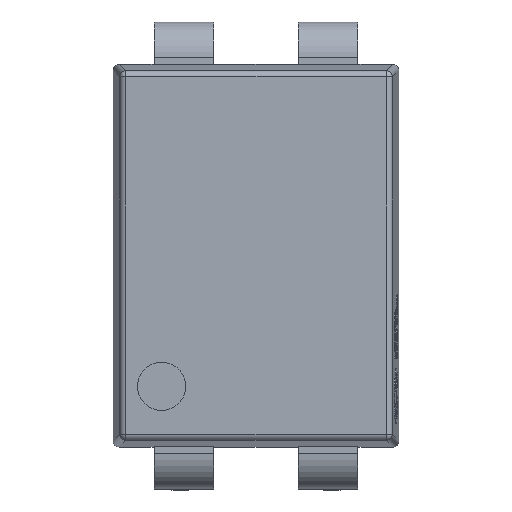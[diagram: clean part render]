
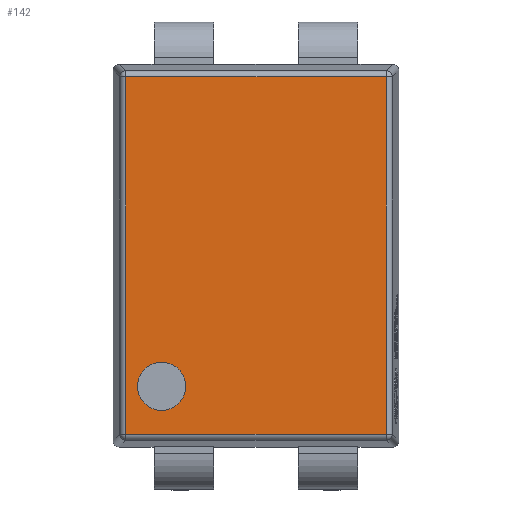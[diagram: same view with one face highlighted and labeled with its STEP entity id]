
A CAD part, top view. The second image highlights one B-rep face of the part: STEP entity #142.
In plain terms, the highlighted planar face has unit normal (0, 0, 1).
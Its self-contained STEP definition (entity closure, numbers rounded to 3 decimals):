
#36 = CARTESIAN_POINT ( 'NONE',  ( -1.58, -2.186, 1.35 ) ) ;
#142 = ADVANCED_FACE ( 'NONE', ( #11592, #15566 ), #9233, .T. ) ;
#264 = VECTOR ( 'NONE', #9933, 1000. ) ;
#370 = CARTESIAN_POINT ( 'NONE',  ( -2.18, -3.071, 1.35 ) ) ;
#862 = LINE ( 'NONE', #8443, #3294 ) ;
#879 = AXIS2_PLACEMENT_3D ( 'NONE', #7296, #2651, #6274 ) ;
#1009 = DIRECTION ( 'NONE',  ( 0., 0., 1. ) ) ;
#1337 = ORIENTED_EDGE ( 'NONE', *, *, #4638, .T. ) ;
#2651 = DIRECTION ( 'NONE',  ( 0., 0., 1. ) ) ;
#2678 = ORIENTED_EDGE ( 'NONE', *, *, #11529, .F. ) ;
#2774 = EDGE_CURVE ( 'NONE', #6115, #4086, #11272, .T. ) ;
#3172 = CARTESIAN_POINT ( 'NONE',  ( -1.177, -2.186, 1.35 ) ) ;
#3229 = CARTESIAN_POINT ( 'NONE',  ( 2.18, -2.99, 1.35 ) ) ;
#3294 = VECTOR ( 'NONE', #14224, 1000. ) ;
#3866 = LINE ( 'NONE', #9976, #10365 ) ;
#3912 = AXIS2_PLACEMENT_3D ( 'NONE', #10803, #1009, #6902 ) ;
#4086 = VERTEX_POINT ( 'NONE', #11639 ) ;
#4163 = VERTEX_POINT ( 'NONE', #3172 ) ;
#4397 = VERTEX_POINT ( 'NONE', #3229 ) ;
#4638 = EDGE_CURVE ( 'NONE', #4397, #13620, #862, .T. ) ;
#5297 = CIRCLE ( 'NONE', #8083, 0.404 ) ;
#5942 = ORIENTED_EDGE ( 'NONE', *, *, #7121, .T. ) ;
#6076 = DIRECTION ( 'NONE',  ( 0., 0., 1. ) ) ;
#6115 = VERTEX_POINT ( 'NONE', #15534 ) ;
#6274 = DIRECTION ( 'NONE',  ( 1., 0., 0. ) ) ;
#6417 = CIRCLE ( 'NONE', #3912, 0.404 ) ;
#6664 = EDGE_CURVE ( 'NONE', #9598, #4163, #5297, .T. ) ;
#6902 = DIRECTION ( 'NONE',  ( 1., 0., 0. ) ) ;
#7101 = DIRECTION ( 'NONE',  ( 1., 0., 0. ) ) ;
#7121 = EDGE_CURVE ( 'NONE', #13620, #6115, #3866, .T. ) ;
#7296 = CARTESIAN_POINT ( 'NONE',  ( 0., 0., 1.35 ) ) ;
#8083 = AXIS2_PLACEMENT_3D ( 'NONE', #36, #6076, #7101 ) ;
#8282 = LINE ( 'NONE', #10804, #11039 ) ;
#8443 = CARTESIAN_POINT ( 'NONE',  ( 2.18, 3.082, 1.35 ) ) ;
#8877 = ORIENTED_EDGE ( 'NONE', *, *, #12386, .T. ) ;
#9233 = PLANE ( 'NONE',  #879 ) ;
#9598 = VERTEX_POINT ( 'NONE', #9810 ) ;
#9810 = CARTESIAN_POINT ( 'NONE',  ( -1.984, -2.186, 1.35 ) ) ;
#9933 = DIRECTION ( 'NONE',  ( 0., -1., 0. ) ) ;
#9976 = CARTESIAN_POINT ( 'NONE',  ( -2.272, 2.99, 1.35 ) ) ;
#10365 = VECTOR ( 'NONE', #14803, 1000. ) ;
#10803 = CARTESIAN_POINT ( 'NONE',  ( -1.58, -2.186, 1.35 ) ) ;
#10804 = CARTESIAN_POINT ( 'NONE',  ( 0., -2.99, 1.35 ) ) ;
#10981 = ORIENTED_EDGE ( 'NONE', *, *, #6664, .F. ) ;
#11039 = VECTOR ( 'NONE', #13346, 1000. ) ;
#11272 = LINE ( 'NONE', #370, #264 ) ;
#11529 = EDGE_CURVE ( 'NONE', #4163, #9598, #6417, .T. ) ;
#11592 = FACE_BOUND ( 'NONE', #13004, .T. ) ;
#11639 = CARTESIAN_POINT ( 'NONE',  ( -2.18, -2.99, 1.35 ) ) ;
#11774 = EDGE_LOOP ( 'NONE', ( #14630, #8877, #1337, #5942 ) ) ;
#12386 = EDGE_CURVE ( 'NONE', #4086, #4397, #8282, .T. ) ;
#13004 = EDGE_LOOP ( 'NONE', ( #2678, #10981 ) ) ;
#13346 = DIRECTION ( 'NONE',  ( 1., 0., 0. ) ) ;
#13620 = VERTEX_POINT ( 'NONE', #15058 ) ;
#14224 = DIRECTION ( 'NONE',  ( 0., 1., 0. ) ) ;
#14630 = ORIENTED_EDGE ( 'NONE', *, *, #2774, .T. ) ;
#14803 = DIRECTION ( 'NONE',  ( -1., 0., 0. ) ) ;
#15058 = CARTESIAN_POINT ( 'NONE',  ( 2.18, 2.99, 1.35 ) ) ;
#15534 = CARTESIAN_POINT ( 'NONE',  ( -2.18, 2.99, 1.35 ) ) ;
#15566 = FACE_OUTER_BOUND ( 'NONE', #11774, .T. ) ;
